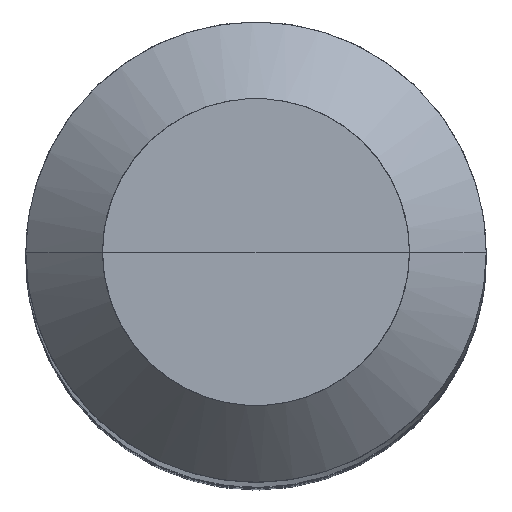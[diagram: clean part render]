
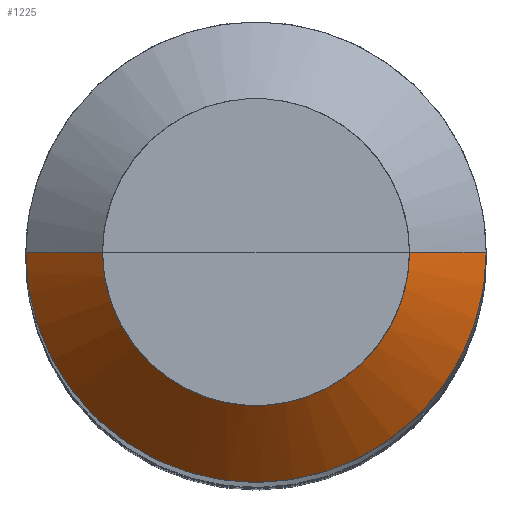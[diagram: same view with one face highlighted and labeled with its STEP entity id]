
A CAD part, top view. The second image highlights one B-rep face of the part: STEP entity #1225.
In plain terms, the highlighted free-form (B-spline) face has degree [1, 2] with [2, 5] control points.
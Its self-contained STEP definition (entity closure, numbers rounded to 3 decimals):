
#754=CARTESIAN_POINT('',(3.0,0.0,34.0));
#758=CARTESIAN_POINT('',(-3.0,0.0,34.0));
#759=CARTESIAN_POINT('',(2.0,0.0,35.0));
#763=CARTESIAN_POINT('',(-2.0,0.0,35.0));
#777=CARTESIAN_POINT('',(-3.0,-3.0,34.0));
#778=CARTESIAN_POINT('',(0.0,-3.0,34.0));
#779=CARTESIAN_POINT('',(3.0,-3.0,34.0));
#780=CARTESIAN_POINT('',(-2.0,-2.0,35.0));
#781=CARTESIAN_POINT('',(0.0,-2.0,35.0));
#782=CARTESIAN_POINT('',(2.0,-2.0,35.0));
#1206=(
BOUNDED_SURFACE()
B_SPLINE_SURFACE(1,2,(
(#758,#777,#778,#779,#754),
(#763,#780,#781,#782,#759)
), .UNSPECIFIED.,.F.,.F.,.F.)
B_SPLINE_SURFACE_WITH_KNOTS((2,2),(3,2,3),(
0.0,1.0),(
0.0,0.5,1.0), .UNSPECIFIED.)
GEOMETRIC_REPRESENTATION_ITEM()
RATIONAL_B_SPLINE_SURFACE(((1.0,0.707,1.0,0.707,1.0),
(1.0,0.707,1.0,0.707,1.0)
))
REPRESENTATION_ITEM('')
SURFACE()
);
#1207=(
BOUNDED_CURVE()
B_SPLINE_CURVE(2,(#754,#779,#778,#777,#758),.UNSPECIFIED.,.F.,.F.)
B_SPLINE_CURVE_WITH_KNOTS((3,2,3),
(0.0,0.5,1.0),.UNSPECIFIED.)
CURVE()
GEOMETRIC_REPRESENTATION_ITEM()
RATIONAL_B_SPLINE_CURVE((1.0,0.707,1.0,0.707,1.0))
REPRESENTATION_ITEM('')
);
#1208=(
BOUNDED_CURVE()
B_SPLINE_CURVE(1,(#758,#763),.UNSPECIFIED.,.F.,.F.)
B_SPLINE_CURVE_WITH_KNOTS((2,2),
(0.0,1.0),.UNSPECIFIED.)
CURVE()
GEOMETRIC_REPRESENTATION_ITEM()
RATIONAL_B_SPLINE_CURVE((1.0,1.0))
REPRESENTATION_ITEM('')
);
#1209=(
BOUNDED_CURVE()
B_SPLINE_CURVE(2,(#763,#780,#781,#782,#759),.UNSPECIFIED.,.F.,.F.)
B_SPLINE_CURVE_WITH_KNOTS((3,2,3),
(0.0,0.5,1.0),.UNSPECIFIED.)
CURVE()
GEOMETRIC_REPRESENTATION_ITEM()
RATIONAL_B_SPLINE_CURVE((1.0,0.707,1.0,0.707,1.0))
REPRESENTATION_ITEM('')
);
#1210=(
BOUNDED_CURVE()
B_SPLINE_CURVE(1,(#759,#754),.UNSPECIFIED.,.F.,.F.)
B_SPLINE_CURVE_WITH_KNOTS((2,2),
(0.0,1.0),.UNSPECIFIED.)
CURVE()
GEOMETRIC_REPRESENTATION_ITEM()
RATIONAL_B_SPLINE_CURVE((1.0,1.0))
REPRESENTATION_ITEM('')
);
#1211=VERTEX_POINT('',#754);
#1212=VERTEX_POINT('',#758);
#1213=VERTEX_POINT('',#759);
#1214=VERTEX_POINT('',#763);
#1215=EDGE_CURVE('',#1211,#1212,#1207,.T.);
#1216=EDGE_CURVE('',#1212,#1214,#1208,.T.);
#1217=EDGE_CURVE('',#1214,#1213,#1209,.T.);
#1218=EDGE_CURVE('',#1213,#1211,#1210,.T.);
#1219=ORIENTED_EDGE('',*,*,#1215,.T.);
#1220=ORIENTED_EDGE('',*,*,#1216,.T.);
#1221=ORIENTED_EDGE('',*,*,#1217,.T.);
#1222=ORIENTED_EDGE('',*,*,#1218,.T.);
#1223=EDGE_LOOP('',(#1219,#1220,#1221,#1222));
#1224=FACE_OUTER_BOUND('',#1223,.T.);
#1225=ADVANCED_FACE('',(#1224),#1206,.T.);
